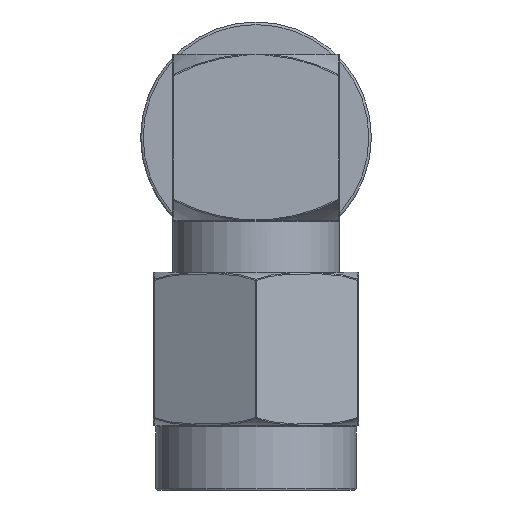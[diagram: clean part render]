
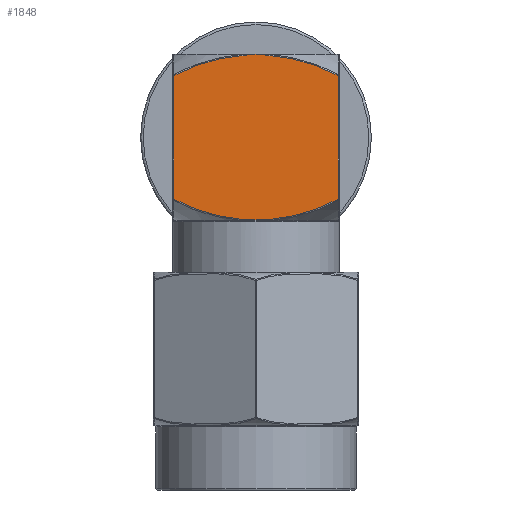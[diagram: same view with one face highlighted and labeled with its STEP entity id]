
A CAD part, front view. The second image highlights one B-rep face of the part: STEP entity #1848.
In plain terms, the highlighted planar face has unit normal (0, -1, 0).
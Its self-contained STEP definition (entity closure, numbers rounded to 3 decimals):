
#55=LINE('',#4249,#82);
#56=LINE('',#4307,#83);
#82=VECTOR('',#2487,4.819);
#83=VECTOR('',#2492,4.819);
#121=B_SPLINE_CURVE_WITH_KNOTS('',3,(#4253,#4254,#4255,#4256,#4257,#4258,
#4259,#4260,#4261,#4262,#4263,#4264,#4265,#4266,#4267,#4268,#4269,#4270,
#4271,#4272,#4273,#4274,#4275,#4276,#4277),.UNSPECIFIED.,.F.,.F.,(4,3,3,
3,3,3,3,3,4),(0.,0.,0.,0.,
0.,0.,0.,0.,
0.),.UNSPECIFIED.);
#122=B_SPLINE_CURVE_WITH_KNOTS('',3,(#4279,#4280,#4281,#4282,#4283,#4284,
#4285,#4286,#4287,#4288,#4289,#4290,#4291,#4292,#4293,#4294,#4295,#4296,
#4297,#4298,#4299,#4300,#4301,#4302,#4303),.UNSPECIFIED.,.F.,.F.,(4,3,3,
3,3,3,3,3,4),(0.,0.,0.,0.,
0.,0.,0.,0.,
0.),.UNSPECIFIED.);
#306=PLANE('',#2071);
#386=FACE_OUTER_BOUND('',#560,.T.);
#560=EDGE_LOOP('',(#1435,#1436,#1437,#1438,#1439,#1440,#1441,#1442,#1443,
#1444));
#710=CIRCLE('',#2072,6.734);
#711=CIRCLE('',#2073,6.735);
#712=CIRCLE('',#2074,6.735);
#713=CIRCLE('',#2075,6.735);
#714=CIRCLE('',#2076,6.735);
#715=CIRCLE('',#2077,6.734);
#862=VERTEX_POINT('',#4243);
#863=VERTEX_POINT('',#4244);
#864=VERTEX_POINT('',#4246);
#865=VERTEX_POINT('',#4248);
#866=VERTEX_POINT('',#4250);
#867=VERTEX_POINT('',#4252);
#868=VERTEX_POINT('',#4278);
#869=VERTEX_POINT('',#4304);
#870=VERTEX_POINT('',#4306);
#871=VERTEX_POINT('',#4308);
#1063=EDGE_CURVE('',#862,#863,#710,.T.);
#1064=EDGE_CURVE('',#862,#864,#711,.F.);
#1065=EDGE_CURVE('',#864,#865,#55,.F.);
#1066=EDGE_CURVE('',#865,#866,#712,.F.);
#1067=EDGE_CURVE('',#866,#867,#121,.T.);
#1068=EDGE_CURVE('',#867,#868,#122,.F.);
#1069=EDGE_CURVE('',#868,#869,#713,.F.);
#1070=EDGE_CURVE('',#869,#870,#56,.T.);
#1071=EDGE_CURVE('',#870,#871,#714,.F.);
#1072=EDGE_CURVE('',#863,#871,#715,.T.);
#1435=ORIENTED_EDGE('',*,*,#1063,.F.);
#1436=ORIENTED_EDGE('',*,*,#1064,.T.);
#1437=ORIENTED_EDGE('',*,*,#1065,.T.);
#1438=ORIENTED_EDGE('',*,*,#1066,.T.);
#1439=ORIENTED_EDGE('',*,*,#1067,.T.);
#1440=ORIENTED_EDGE('',*,*,#1068,.T.);
#1441=ORIENTED_EDGE('',*,*,#1069,.T.);
#1442=ORIENTED_EDGE('',*,*,#1070,.T.);
#1443=ORIENTED_EDGE('',*,*,#1071,.T.);
#1444=ORIENTED_EDGE('',*,*,#1072,.F.);
#1848=ADVANCED_FACE('',(#386),#306,.F.);
#2071=AXIS2_PLACEMENT_3D('',#4242,#2481,#2482);
#2072=AXIS2_PLACEMENT_3D('',#4245,#2483,#2484);
#2073=AXIS2_PLACEMENT_3D('',#4247,#2485,#2486);
#2074=AXIS2_PLACEMENT_3D('',#4251,#2488,#2489);
#2075=AXIS2_PLACEMENT_3D('',#4305,#2490,#2491);
#2076=AXIS2_PLACEMENT_3D('',#4309,#2493,#2494);
#2077=AXIS2_PLACEMENT_3D('',#4310,#2495,#2496);
#2481=DIRECTION('center_axis',(0.,1.,0.));
#2482=DIRECTION('ref_axis',(0.,0.,1.));
#2483=DIRECTION('center_axis',(0.,1.,0.));
#2484=DIRECTION('ref_axis',(0.,0.,-1.));
#2485=DIRECTION('center_axis',(0.,1.,0.));
#2486=DIRECTION('ref_axis',(0.,0.,1.));
#2487=DIRECTION('',(0.,0.,-1.));
#2488=DIRECTION('center_axis',(0.,1.,0.));
#2489=DIRECTION('ref_axis',(0.,0.,1.));
#2490=DIRECTION('center_axis',(0.,1.,0.));
#2491=DIRECTION('ref_axis',(0.,0.,1.));
#2492=DIRECTION('',(0.,0.,-1.));
#2493=DIRECTION('center_axis',(0.,1.,0.));
#2494=DIRECTION('ref_axis',(0.,0.,1.));
#2495=DIRECTION('center_axis',(0.,1.,0.));
#2496=DIRECTION('ref_axis',(-0.09,0.,-0.996));
#4242=CARTESIAN_POINT('Origin',(-3.25,-3.25,17.));
#4243=CARTESIAN_POINT('',(0.603,-3.25,10.559));
#4244=CARTESIAN_POINT('',(0.,-3.25,10.532));
#4245=CARTESIAN_POINT('Origin',(0.,-3.25,
17.265));
#4246=CARTESIAN_POINT('',(3.2,-3.25,11.34));
#4247=CARTESIAN_POINT('Origin',(0.,-3.25,17.266));
#4248=CARTESIAN_POINT('',(3.2,-3.25,16.16));
#4249=CARTESIAN_POINT('',(3.2,-3.25,16.16));
#4250=CARTESIAN_POINT('',(0.427,-3.25,16.955));
#4251=CARTESIAN_POINT('Origin',(0.,-3.25,10.234));
#4252=CARTESIAN_POINT('',(0.,-3.25,17.));
#4253=CARTESIAN_POINT('Ctrl Pts',(0.427,-3.25,16.955));
#4254=CARTESIAN_POINT('Ctrl Pts',(0.41,-3.25,16.956));
#4255=CARTESIAN_POINT('Ctrl Pts',(0.394,-3.25,16.957));
#4256=CARTESIAN_POINT('Ctrl Pts',(0.377,-3.25,16.958));
#4257=CARTESIAN_POINT('Ctrl Pts',(0.36,-3.25,16.96));
#4258=CARTESIAN_POINT('Ctrl Pts',(0.344,-3.25,16.961));
#4259=CARTESIAN_POINT('Ctrl Pts',(0.327,-3.25,16.963));
#4260=CARTESIAN_POINT('Ctrl Pts',(0.324,-3.25,16.963));
#4261=CARTESIAN_POINT('Ctrl Pts',(0.321,-3.25,16.963));
#4262=CARTESIAN_POINT('Ctrl Pts',(0.317,-3.25,16.964));
#4263=CARTESIAN_POINT('Ctrl Pts',(0.283,-3.25,16.967));
#4264=CARTESIAN_POINT('Ctrl Pts',(0.248,-3.25,16.97));
#4265=CARTESIAN_POINT('Ctrl Pts',(0.213,-3.25,16.974));
#4266=CARTESIAN_POINT('Ctrl Pts',(0.171,-3.25,16.979));
#4267=CARTESIAN_POINT('Ctrl Pts',(0.128,-3.25,16.984));
#4268=CARTESIAN_POINT('Ctrl Pts',(0.086,-3.25,
16.989));
#4269=CARTESIAN_POINT('Ctrl Pts',(0.061,-3.25,
16.992));
#4270=CARTESIAN_POINT('Ctrl Pts',(0.036,-3.25,
16.995));
#4271=CARTESIAN_POINT('Ctrl Pts',(0.011,-3.25,
16.999));
#4272=CARTESIAN_POINT('Ctrl Pts',(0.011,-3.25,
16.999));
#4273=CARTESIAN_POINT('Ctrl Pts',(0.01,-3.25,
16.999));
#4274=CARTESIAN_POINT('Ctrl Pts',(0.01,-3.25,
16.999));
#4275=CARTESIAN_POINT('Ctrl Pts',(0.007,-3.25,
16.999));
#4276=CARTESIAN_POINT('Ctrl Pts',(0.003,-3.25,17.));
#4277=CARTESIAN_POINT('Ctrl Pts',(0.,-3.25,17.));
#4278=CARTESIAN_POINT('',(-0.427,-3.25,16.955));
#4279=CARTESIAN_POINT('Ctrl Pts',(-0.427,-3.25,16.955));
#4280=CARTESIAN_POINT('Ctrl Pts',(-0.41,-3.25,16.956));
#4281=CARTESIAN_POINT('Ctrl Pts',(-0.394,-3.25,16.957));
#4282=CARTESIAN_POINT('Ctrl Pts',(-0.377,-3.25,
16.958));
#4283=CARTESIAN_POINT('Ctrl Pts',(-0.36,-3.25,
16.96));
#4284=CARTESIAN_POINT('Ctrl Pts',(-0.344,-3.25,
16.961));
#4285=CARTESIAN_POINT('Ctrl Pts',(-0.327,-3.25,
16.963));
#4286=CARTESIAN_POINT('Ctrl Pts',(-0.324,-3.25,
16.963));
#4287=CARTESIAN_POINT('Ctrl Pts',(-0.321,-3.25,
16.963));
#4288=CARTESIAN_POINT('Ctrl Pts',(-0.317,-3.25,
16.964));
#4289=CARTESIAN_POINT('Ctrl Pts',(-0.283,-3.25,
16.967));
#4290=CARTESIAN_POINT('Ctrl Pts',(-0.248,-3.25,
16.97));
#4291=CARTESIAN_POINT('Ctrl Pts',(-0.213,-3.25,
16.974));
#4292=CARTESIAN_POINT('Ctrl Pts',(-0.171,-3.25,16.979));
#4293=CARTESIAN_POINT('Ctrl Pts',(-0.128,-3.25,
16.984));
#4294=CARTESIAN_POINT('Ctrl Pts',(-0.086,-3.25,
16.989));
#4295=CARTESIAN_POINT('Ctrl Pts',(-0.061,-3.25,
16.992));
#4296=CARTESIAN_POINT('Ctrl Pts',(-0.036,-3.25,
16.995));
#4297=CARTESIAN_POINT('Ctrl Pts',(-0.011,-3.25,
16.999));
#4298=CARTESIAN_POINT('Ctrl Pts',(-0.011,-3.25,
16.999));
#4299=CARTESIAN_POINT('Ctrl Pts',(-0.01,-3.25,
16.999));
#4300=CARTESIAN_POINT('Ctrl Pts',(-0.01,-3.25,
16.999));
#4301=CARTESIAN_POINT('Ctrl Pts',(-0.007,-3.25,
16.999));
#4302=CARTESIAN_POINT('Ctrl Pts',(-0.003,-3.25,17.));
#4303=CARTESIAN_POINT('Ctrl Pts',(0.,-3.25,17.));
#4304=CARTESIAN_POINT('',(-3.2,-3.25,16.16));
#4305=CARTESIAN_POINT('Origin',(0.,-3.25,10.234));
#4306=CARTESIAN_POINT('',(-3.2,-3.25,11.34));
#4307=CARTESIAN_POINT('',(-3.2,-3.25,16.16));
#4308=CARTESIAN_POINT('',(-0.603,-3.25,10.559));
#4309=CARTESIAN_POINT('Origin',(0.,-3.25,17.266));
#4310=CARTESIAN_POINT('Origin',(0.,-3.25,17.265));
